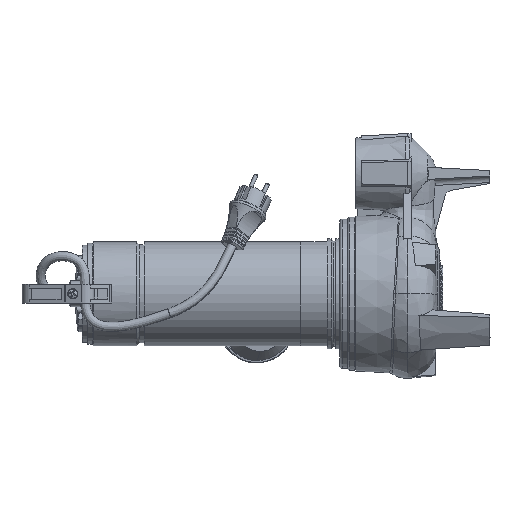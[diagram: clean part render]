
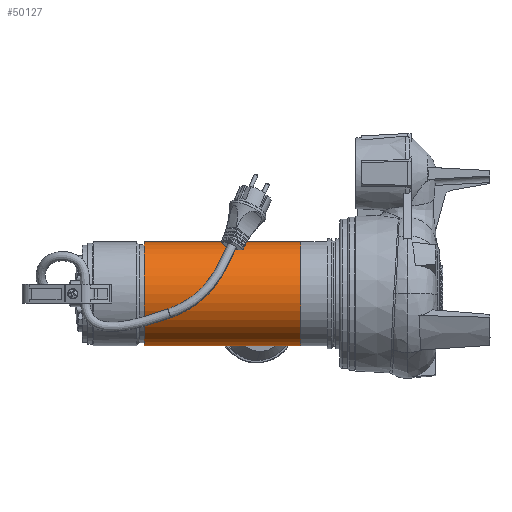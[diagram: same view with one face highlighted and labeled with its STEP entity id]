
A CAD part, left-side view. The second image highlights one B-rep face of the part: STEP entity #50127.
In plain terms, the highlighted cylindrical face has radius 56 mm (diameter 112 mm), a partial arc.
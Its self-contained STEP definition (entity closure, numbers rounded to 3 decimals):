
#2818 = VECTOR ( 'NONE', #29113, 1000. ) ;
#3024 = CARTESIAN_POINT ( 'NONE',  ( 0., 143.501, 56. ) ) ;
#4371 = CARTESIAN_POINT ( 'NONE',  ( 0., 312.501, 56. ) ) ;
#5599 = DIRECTION ( 'NONE',  ( 0., 0., -1. ) ) ;
#8722 = EDGE_CURVE ( 'NONE', #54882, #63545, #63485, .T. ) ;
#8758 = DIRECTION ( 'NONE',  ( 0., 0., -1. ) ) ;
#9495 = CARTESIAN_POINT ( 'NONE',  ( 0., 312.501, 0. ) ) ;
#11796 = EDGE_CURVE ( 'NONE', #43212, #63545, #49188, .T. ) ;
#15435 = AXIS2_PLACEMENT_3D ( 'NONE', #43109, #29043, #8758 ) ;
#18682 = FACE_OUTER_BOUND ( 'NONE', #53008, .T. ) ;
#19327 = CIRCLE ( 'NONE', #51737, 56. ) ;
#19820 = CARTESIAN_POINT ( 'NONE',  ( 0., 143.501, -56. ) ) ;
#21373 = CARTESIAN_POINT ( 'NONE',  ( 0., 312.501, -56. ) ) ;
#21631 = DIRECTION ( 'NONE',  ( 0., -1., 0. ) ) ;
#23188 = ORIENTED_EDGE ( 'NONE', *, *, #27181, .T. ) ;
#23574 = LINE ( 'NONE', #53335, #2818 ) ;
#24229 = DIRECTION ( 'NONE',  ( 0., -1., 0. ) ) ;
#24901 = CARTESIAN_POINT ( 'NONE',  ( 0., 312.501, 56. ) ) ;
#25011 = VECTOR ( 'NONE', #44620, 1000. ) ;
#27181 = EDGE_CURVE ( 'NONE', #43212, #46661, #19327, .T. ) ;
#29043 = DIRECTION ( 'NONE',  ( 0., 1., 0. ) ) ;
#29113 = DIRECTION ( 'NONE',  ( 0., -1., 0. ) ) ;
#30650 = EDGE_CURVE ( 'NONE', #46661, #54882, #23574, .T. ) ;
#41249 = CARTESIAN_POINT ( 'NONE',  ( 0., 312.501, 0. ) ) ;
#43109 = CARTESIAN_POINT ( 'NONE',  ( 0., 143.501, 0. ) ) ;
#43212 = VERTEX_POINT ( 'NONE', #24901 ) ;
#43936 = ORIENTED_EDGE ( 'NONE', *, *, #8722, .T. ) ;
#44620 = DIRECTION ( 'NONE',  ( 0., -1., 0. ) ) ;
#46661 = VERTEX_POINT ( 'NONE', #21373 ) ;
#49188 = LINE ( 'NONE', #4371, #25011 ) ;
#50127 = ADVANCED_FACE ( 'NONE', ( #18682 ), #63499, .T. ) ;
#51737 = AXIS2_PLACEMENT_3D ( 'NONE', #41249, #21631, #5599 ) ;
#53008 = EDGE_LOOP ( 'NONE', ( #54751, #23188, #57181, #43936 ) ) ;
#53335 = CARTESIAN_POINT ( 'NONE',  ( 0., 312.501, -56. ) ) ;
#53355 = DIRECTION ( 'NONE',  ( 0., 0., -1. ) ) ;
#54751 = ORIENTED_EDGE ( 'NONE', *, *, #11796, .F. ) ;
#54882 = VERTEX_POINT ( 'NONE', #19820 ) ;
#55050 = AXIS2_PLACEMENT_3D ( 'NONE', #9495, #24229, #53355 ) ;
#57181 = ORIENTED_EDGE ( 'NONE', *, *, #30650, .T. ) ;
#63485 = CIRCLE ( 'NONE', #15435, 56. ) ;
#63499 = CYLINDRICAL_SURFACE ( 'NONE', #55050, 56. ) ;
#63545 = VERTEX_POINT ( 'NONE', #3024 ) ;
